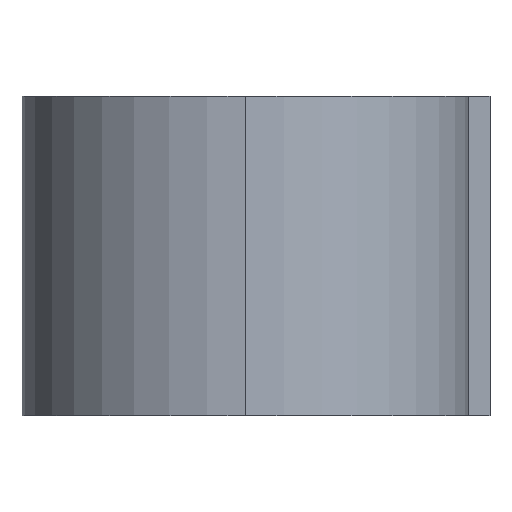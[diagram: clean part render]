
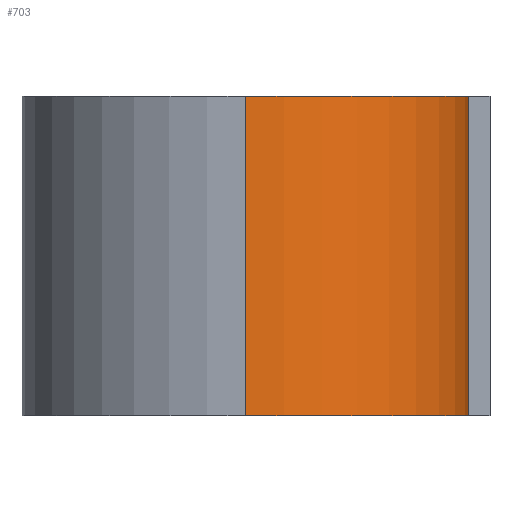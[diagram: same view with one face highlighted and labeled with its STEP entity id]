
A CAD part, left-side view. The second image highlights one B-rep face of the part: STEP entity #703.
In plain terms, the highlighted cylindrical face has radius 10.5 mm (diameter 21 mm), a partial arc.
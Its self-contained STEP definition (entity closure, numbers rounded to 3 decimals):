
#4 = LINE ( 'NONE', #69, #801 ) ;
#33 = LINE ( 'NONE', #411, #41 ) ;
#41 = VECTOR ( 'NONE', #315, 1000. ) ;
#63 = CARTESIAN_POINT ( 'NONE',  ( -10.5, 10., 7.5 ) ) ;
#69 = CARTESIAN_POINT ( 'NONE',  ( 0., -0.5, 7.5 ) ) ;
#83 = EDGE_LOOP ( 'NONE', ( #729, #462, #826, #761 ) ) ;
#101 = DIRECTION ( 'NONE',  ( 0., 0., 1. ) ) ;
#138 = AXIS2_PLACEMENT_3D ( 'NONE', #794, #101, #253 ) ;
#142 = AXIS2_PLACEMENT_3D ( 'NONE', #688, #616, #152 ) ;
#151 = VERTEX_POINT ( 'NONE', #518 ) ;
#152 = DIRECTION ( 'NONE',  ( -1., 0., 0. ) ) ;
#199 = DIRECTION ( 'NONE',  ( -1., 0., 0. ) ) ;
#209 = CARTESIAN_POINT ( 'NONE',  ( 0., 10., 7.5 ) ) ;
#253 = DIRECTION ( 'NONE',  ( -1., 0., 0. ) ) ;
#290 = EDGE_CURVE ( 'NONE', #409, #151, #294, .T. ) ;
#294 = CIRCLE ( 'NONE', #138, 10.5 ) ;
#315 = DIRECTION ( 'NONE',  ( 0., 0., -1. ) ) ;
#409 = VERTEX_POINT ( 'NONE', #539 ) ;
#411 = CARTESIAN_POINT ( 'NONE',  ( -10.5, 10., 7.5 ) ) ;
#431 = EDGE_CURVE ( 'NONE', #487, #151, #4, .T. ) ;
#443 = CARTESIAN_POINT ( 'NONE',  ( 0., -0.5, 7.5 ) ) ;
#462 = ORIENTED_EDGE ( 'NONE', *, *, #485, .T. ) ;
#463 = FACE_OUTER_BOUND ( 'NONE', #83, .T. ) ;
#474 = DIRECTION ( 'NONE',  ( 0., 0., -1. ) ) ;
#485 = EDGE_CURVE ( 'NONE', #613, #409, #33, .T. ) ;
#487 = VERTEX_POINT ( 'NONE', #443 ) ;
#518 = CARTESIAN_POINT ( 'NONE',  ( 0., -0.5, -7.5 ) ) ;
#539 = CARTESIAN_POINT ( 'NONE',  ( -10.5, 10., -7.5 ) ) ;
#546 = DIRECTION ( 'NONE',  ( 0., 0., -1. ) ) ;
#613 = VERTEX_POINT ( 'NONE', #63 ) ;
#616 = DIRECTION ( 'NONE',  ( 0., 0., 1. ) ) ;
#640 = AXIS2_PLACEMENT_3D ( 'NONE', #209, #474, #199 ) ;
#681 = CIRCLE ( 'NONE', #142, 10.5 ) ;
#688 = CARTESIAN_POINT ( 'NONE',  ( 0., 10., 7.5 ) ) ;
#703 = ADVANCED_FACE ( 'NONE', ( #463 ), #810, .T. ) ;
#729 = ORIENTED_EDGE ( 'NONE', *, *, #760, .F. ) ;
#760 = EDGE_CURVE ( 'NONE', #613, #487, #681, .T. ) ;
#761 = ORIENTED_EDGE ( 'NONE', *, *, #431, .F. ) ;
#794 = CARTESIAN_POINT ( 'NONE',  ( 0., 10., -7.5 ) ) ;
#801 = VECTOR ( 'NONE', #546, 1000. ) ;
#810 = CYLINDRICAL_SURFACE ( 'NONE', #640, 10.5 ) ;
#826 = ORIENTED_EDGE ( 'NONE', *, *, #290, .T. ) ;
